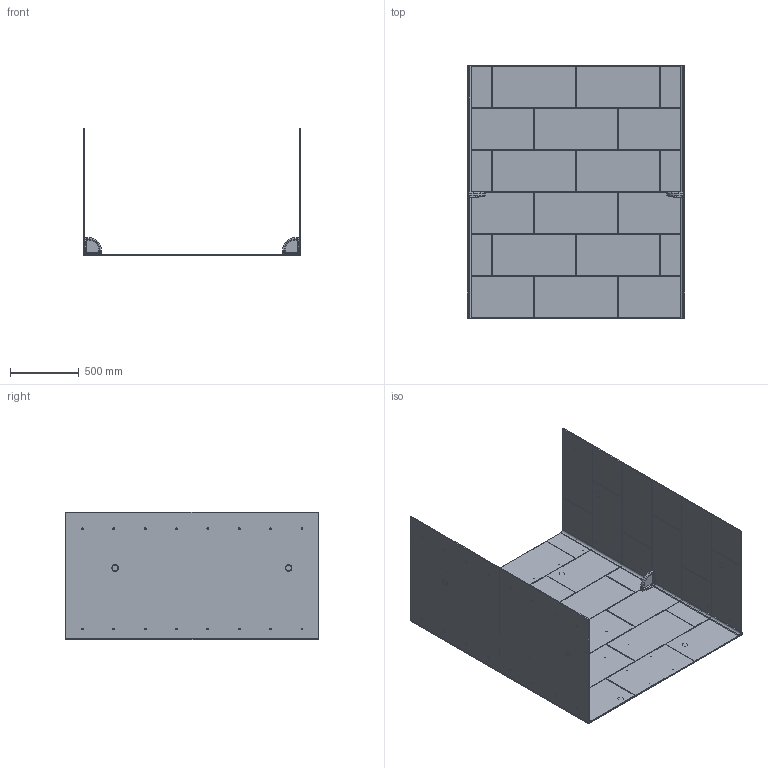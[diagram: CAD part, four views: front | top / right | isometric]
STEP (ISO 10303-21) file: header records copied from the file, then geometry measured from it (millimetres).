
FILE_DESCRIPTION (( 'STEP AP203' ), '1' );
FILE_NAME ('TSMK723662.STEP', '2021-07-09T12:02:02', ( '' ), ( '' ), 'SwSTEP 2.0', 'SolidWorks 2020', '' );
FILE_SCHEMA (( 'CONFIG_CONTROL_DESIGN' ));
Length unit declared in the file: inch
Products named in the file (6): TSMK723662; TSMK6272_Wall 62"; SWACCM2072; TSMK3672; SWSACCES2; MirrorTSMK3672
Assembly tree (7 placements, depth 2):
  TSMK723662
    TSMK6272_Wall 62"
    TSMK3672
    SWSACCES2  x2
    SWACCM2072  x2
    MirrorTSMK3672
Bounding box: 1574.8 x 1828.8 x 923.92 mm (x, y, z)
Volume: 60280116.4 mm3; surface area: 13008717.9 mm2
Topology: 7 solids, 7 shells, 1445 faces, 3558 edges, 2200 vertices
Faces by surface type: plane 505, cylinder 480, bspline 270, torus 146, sphere 28, cone 16
Entity records: 67140 total; most frequent: CARTESIAN_POINT 36359, ORIENTED_EDGE 6904, DIRECTION 5119, EDGE_CURVE 3452, VERTEX_POINT 2142, AXIS2_PLACEMENT_3D 1838, EDGE_LOOP 1478, LINE 1443
